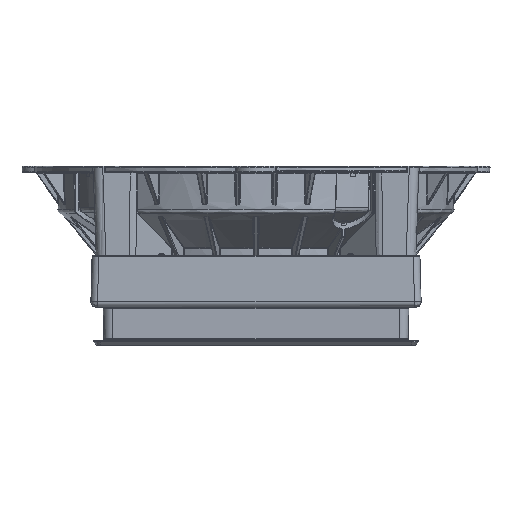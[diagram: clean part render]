
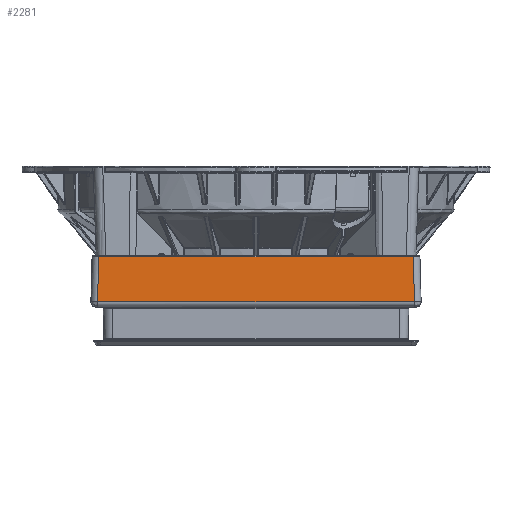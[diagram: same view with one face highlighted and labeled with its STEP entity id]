
A CAD part, left-side view. The second image highlights one B-rep face of the part: STEP entity #2281.
In plain terms, the highlighted planar face has unit normal (-1, 0, 0.026).
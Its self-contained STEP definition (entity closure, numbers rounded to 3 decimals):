
#2281=ADVANCED_FACE('',(#4554),#33637,.T.);
#4554=FACE_OUTER_BOUND('',#6857,.T.);
#6857=EDGE_LOOP('',(#17317,#17318,#17319,#17320));
#17317=ORIENTED_EDGE('',*,*,#22742,.F.);
#17318=ORIENTED_EDGE('',*,*,#22841,.F.);
#17319=ORIENTED_EDGE('',*,*,#22818,.F.);
#17320=ORIENTED_EDGE('',*,*,#22836,.F.);
#22742=EDGE_CURVE('',#31278,#31281,#24718,.T.);
#22818=EDGE_CURVE('',#31329,#31324,#24752,.T.);
#22836=EDGE_CURVE('',#31281,#31329,#24759,.T.);
#22841=EDGE_CURVE('',#31324,#31278,#24764,.T.);
#24718=B_SPLINE_CURVE_WITH_KNOTS('',1,(#105956,#105957),.UNSPECIFIED.,.F.,
 .F.,(2,2),(-212.375,0.),.UNSPECIFIED.);
#24752=B_SPLINE_CURVE_WITH_KNOTS('',1,(#106208,#106209),.UNSPECIFIED.,.F.,
 .F.,(2,2),(-213.968,0.),.UNSPECIFIED.);
#24759=B_SPLINE_CURVE_WITH_KNOTS('',1,(#106271,#106272),.UNSPECIFIED.,.F.,
 .F.,(2,2),(-30.442,0.),.UNSPECIFIED.);
#24764=B_SPLINE_CURVE_WITH_KNOTS('',1,(#106281,#106282),.UNSPECIFIED.,.F.,
 .F.,(2,2),(-30.442,0.),.UNSPECIFIED.);
#31278=VERTEX_POINT('',#105810);
#31281=VERTEX_POINT('',#105813);
#31324=VERTEX_POINT('',#105856);
#31329=VERTEX_POINT('',#105861);
#33637=PLANE('',#34132);
#34132=AXIS2_PLACEMENT_3D('',#105785,#34543,$);
#34543=DIRECTION('',(-1.,0.,0.026));
#105785=CARTESIAN_POINT('',(-111.578,125.313,-74.709));
#105810=CARTESIAN_POINT('',(-110.686,102.51,-40.62));
#105813=CARTESIAN_POINT('',(-110.686,-109.865,-40.62));
#105856=CARTESIAN_POINT('',(-111.482,103.307,-71.042));
#105861=CARTESIAN_POINT('',(-111.482,-110.661,-71.042));
#105956=CARTESIAN_POINT('',(-110.686,102.51,-40.62));
#105957=CARTESIAN_POINT('',(-110.686,-109.865,-40.62));
#106208=CARTESIAN_POINT('',(-111.482,-110.661,-71.042));
#106209=CARTESIAN_POINT('',(-111.482,103.307,-71.042));
#106271=CARTESIAN_POINT('',(-110.686,-109.865,-40.62));
#106272=CARTESIAN_POINT('',(-111.482,-110.661,-71.042));
#106281=CARTESIAN_POINT('',(-111.482,103.307,-71.042));
#106282=CARTESIAN_POINT('',(-110.686,102.51,-40.62));
